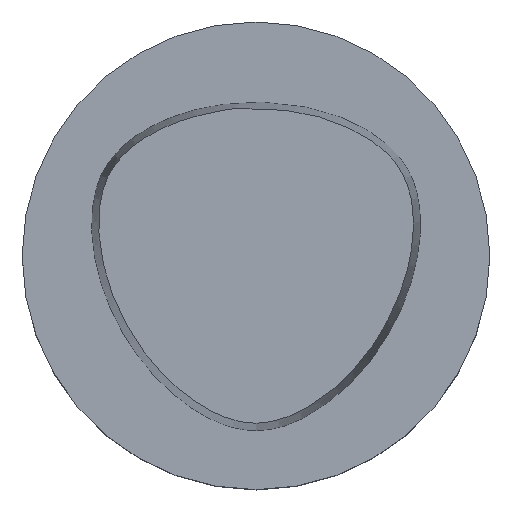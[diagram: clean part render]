
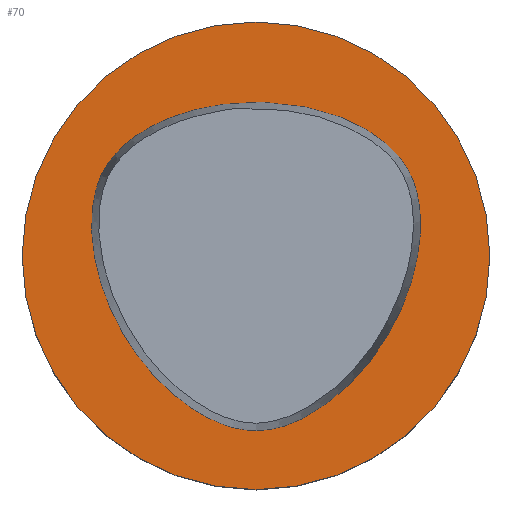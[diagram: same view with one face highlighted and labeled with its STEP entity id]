
A CAD part, top view. The second image highlights one B-rep face of the part: STEP entity #70.
In plain terms, the highlighted planar face has unit normal (0, 0, 1).
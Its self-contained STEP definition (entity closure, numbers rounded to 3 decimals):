
#70=ADVANCED_FACE('Unnamed[1]',(#175,#176),#177,.T.);
#80=EDGE_CURVE('Unnamed[1]',#190,#190,#191,.T.);
#107=EDGE_CURVE('Unnamed[1]',#230,#230,#231,.T.);
#175=FACE_BOUND('',#313,.T.);
#176=FACE_OUTER_BOUND('',#314,.T.);
#177=PLANE('',#315);
#190=VERTEX_POINT('',#331);
#191=B_SPLINE_CURVE_WITH_KNOTS('',3,(#332,#333,#334,#335,#336,#337,#338,#339,#340,#341,#342,#343,#344,#345,#346,#347,#348,#349,#350,#351,#352,#353,#354,#355,#356,#357,#358,#359,#360,#361,#362,#363,#364,#365,#366,#367,#368,#369,#370,#371,#372,#373,#374,#375,#376,#377,#378,#379,#380,#381,#382,#383,#384,#385,#386,#387,#388,#389,#390,#391,#392,#393,#394,#395,#396,#397,#398,#399,#400,#401,#402,#403,#404,#405,#406,#407,#408,#409,#410,#411,#412,#413,#414,#415,#416,#417,#418,#419,#420,#421,#422,#423,#424,#425,#426,#427),.UNSPECIFIED.,.T.,.F.,(4,2,2,2,2,2,2,2,2,2,2,2,2,2,2,2,2,2,2,2,2,2,2,2,2,2,2,2,2,2,2,2,2,2,2,2,2,2,2,2,2,2,2,2,2,2,2,4),(0.0,0.,0.023,0.046,0.069,0.091,0.112,0.133,0.153,0.173,0.194,0.214,0.236,0.257,0.28,0.302,0.326,0.349,0.372,0.395,0.417,0.438,0.459,0.48,0.5,0.52,0.541,0.562,0.583,0.605,0.628,0.651,0.674,0.698,0.72,0.743,0.764,0.786,0.806,0.827,0.847,0.867,0.888,0.909,0.931,0.954,0.977,1.0),.UNSPECIFIED.);
#230=VERTEX_POINT('',#907);
#231=CIRCLE('',#908,25.0);
#313=EDGE_LOOP('',(#997));
#314=EDGE_LOOP('',(#998));
#315=AXIS2_PLACEMENT_3D('',#999,#1000,#1001);
#331=CARTESIAN_POINT('',(-0.001,-18.694,0.));
#332=CARTESIAN_POINT('',(-0.001,-18.694,0.));
#333=CARTESIAN_POINT('',(-0.011,-18.694,0.));
#334=CARTESIAN_POINT('',(-0.02,-18.694,0.));
#335=CARTESIAN_POINT('',(-0.871,-18.695,0.));
#336=CARTESIAN_POINT('',(-1.713,-18.556,0.));
#337=CARTESIAN_POINT('',(-3.347,-18.108,0.));
#338=CARTESIAN_POINT('',(-4.138,-17.797,0.0));
#339=CARTESIAN_POINT('',(-5.644,-17.061,0.));
#340=CARTESIAN_POINT('',(-6.361,-16.639,0.));
#341=CARTESIAN_POINT('',(-7.712,-15.718,0.));
#342=CARTESIAN_POINT('',(-8.348,-15.221,0.));
#343=CARTESIAN_POINT('',(-9.549,-14.18,0.0));
#344=CARTESIAN_POINT('',(-10.114,-13.638,0.));
#345=CARTESIAN_POINT('',(-11.179,-12.514,0.));
#346=CARTESIAN_POINT('',(-11.678,-11.934,0.0));
#347=CARTESIAN_POINT('',(-12.616,-10.742,0.));
#348=CARTESIAN_POINT('',(-13.055,-10.13,0.0));
#349=CARTESIAN_POINT('',(-13.877,-8.876,0.));
#350=CARTESIAN_POINT('',(-14.26,-8.233,0.));
#351=CARTESIAN_POINT('',(-14.972,-6.916,0.));
#352=CARTESIAN_POINT('',(-15.3,-6.242,0.0));
#353=CARTESIAN_POINT('',(-15.902,-4.857,0.0));
#354=CARTESIAN_POINT('',(-16.174,-4.147,0.));
#355=CARTESIAN_POINT('',(-16.658,-2.689,0.0));
#356=CARTESIAN_POINT('',(-16.869,-1.941,0.0));
#357=CARTESIAN_POINT('',(-17.218,-0.406,0.0));
#358=CARTESIAN_POINT('',(-17.354,0.381,0.0));
#359=CARTESIAN_POINT('',(-17.542,1.99,0.0));
#360=CARTESIAN_POINT('',(-17.59,2.813,0.0));
#361=CARTESIAN_POINT('',(-17.564,4.476,0.0));
#362=CARTESIAN_POINT('',(-17.486,5.317,0.0));
#363=CARTESIAN_POINT('',(-17.171,6.985,0.0));
#364=CARTESIAN_POINT('',(-16.933,7.811,0.0));
#365=CARTESIAN_POINT('',(-16.223,9.36,0.0));
#366=CARTESIAN_POINT('',(-15.753,10.083,0.0));
#367=CARTESIAN_POINT('',(-14.646,11.379,0.0));
#368=CARTESIAN_POINT('',(-14.011,11.953,0.0));
#369=CARTESIAN_POINT('',(-12.665,12.971,0.0));
#370=CARTESIAN_POINT('',(-11.955,13.418,0.));
#371=CARTESIAN_POINT('',(-10.5,14.197,0.0));
#372=CARTESIAN_POINT('',(-9.758,14.532,0.));
#373=CARTESIAN_POINT('',(-8.263,15.113,0.));
#374=CARTESIAN_POINT('',(-7.511,15.361,0.));
#375=CARTESIAN_POINT('',(-6.005,15.774,0.0));
#376=CARTESIAN_POINT('',(-5.251,15.94,0.));
#377=CARTESIAN_POINT('',(-3.745,16.178,0.));
#378=CARTESIAN_POINT('',(-2.993,16.252,0.));
#379=CARTESIAN_POINT('',(-1.489,16.39,0.));
#380=CARTESIAN_POINT('',(-0.738,16.454,0.));
#381=CARTESIAN_POINT('',(0.759,16.454,0.));
#382=CARTESIAN_POINT('',(1.505,16.392,0.));
#383=CARTESIAN_POINT('',(3.002,16.253,0.));
#384=CARTESIAN_POINT('',(3.753,16.176,0.));
#385=CARTESIAN_POINT('',(5.259,15.935,0.));
#386=CARTESIAN_POINT('',(6.013,15.769,0.));
#387=CARTESIAN_POINT('',(7.522,15.364,0.0));
#388=CARTESIAN_POINT('',(8.275,15.122,0.0));
#389=CARTESIAN_POINT('',(9.771,14.545,0.));
#390=CARTESIAN_POINT('',(10.514,14.208,0.0));
#391=CARTESIAN_POINT('',(11.964,13.421,0.));
#392=CARTESIAN_POINT('',(12.67,12.968,0.));
#393=CARTESIAN_POINT('',(14.011,11.942,0.0));
#394=CARTESIAN_POINT('',(14.644,11.366,0.0));
#395=CARTESIAN_POINT('',(15.747,10.068,0.));
#396=CARTESIAN_POINT('',(16.217,9.345,0.0));
#397=CARTESIAN_POINT('',(16.93,7.799,0.));
#398=CARTESIAN_POINT('',(17.173,6.976,0.0));
#399=CARTESIAN_POINT('',(17.495,5.311,0.0));
#400=CARTESIAN_POINT('',(17.574,4.469,0.0));
#401=CARTESIAN_POINT('',(17.598,2.805,0.0));
#402=CARTESIAN_POINT('',(17.546,1.982,0.0));
#403=CARTESIAN_POINT('',(17.353,0.374,0.0));
#404=CARTESIAN_POINT('',(17.214,-0.413,0.0));
#405=CARTESIAN_POINT('',(16.864,-1.947,0.0));
#406=CARTESIAN_POINT('',(16.655,-2.696,0.0));
#407=CARTESIAN_POINT('',(16.172,-4.154,0.0));
#408=CARTESIAN_POINT('',(15.9,-4.864,0.0));
#409=CARTESIAN_POINT('',(15.298,-6.248,0.0));
#410=CARTESIAN_POINT('',(14.969,-6.923,0.0));
#411=CARTESIAN_POINT('',(14.256,-8.24,0.0));
#412=CARTESIAN_POINT('',(13.873,-8.882,0.0));
#413=CARTESIAN_POINT('',(13.052,-10.136,0.0));
#414=CARTESIAN_POINT('',(12.612,-10.748,0.0));
#415=CARTESIAN_POINT('',(11.674,-11.94,0.0));
#416=CARTESIAN_POINT('',(11.173,-12.519,0.0));
#417=CARTESIAN_POINT('',(10.107,-13.641,0.));
#418=CARTESIAN_POINT('',(9.541,-14.183,0.0));
#419=CARTESIAN_POINT('',(8.337,-15.22,0.));
#420=CARTESIAN_POINT('',(7.7,-15.714,0.0));
#421=CARTESIAN_POINT('',(6.351,-16.64,0.));
#422=CARTESIAN_POINT('',(5.639,-17.071,0.));
#423=CARTESIAN_POINT('',(4.137,-17.815,0.));
#424=CARTESIAN_POINT('',(3.346,-18.127,0.));
#425=CARTESIAN_POINT('',(1.703,-18.565,0.));
#426=CARTESIAN_POINT('',(0.849,-18.69,0.0));
#427=CARTESIAN_POINT('',(-0.001,-18.694,0.));
#907=CARTESIAN_POINT('',(0.,25.0,0.));
#908=AXIS2_PLACEMENT_3D('',#1048,#1049,#1050);
#997=ORIENTED_EDGE('',*,*,#80,.T.);
#998=ORIENTED_EDGE('',*,*,#107,.F.);
#999=CARTESIAN_POINT('',(0.,12.5,0.));
#1000=DIRECTION('',(0.,0.,1.0));
#1001=DIRECTION('',(0.,-1.0,0.));
#1048=CARTESIAN_POINT('',(0.0,0.0,0.0));
#1049=DIRECTION('',(0.,0.,-1.0));
#1050=DIRECTION('',(0.,1.0,0.));
